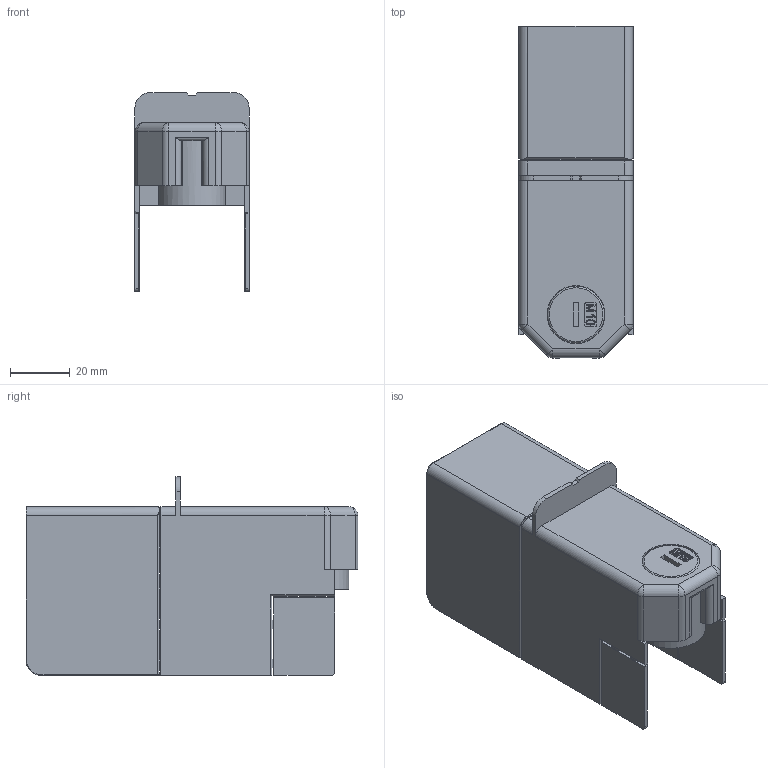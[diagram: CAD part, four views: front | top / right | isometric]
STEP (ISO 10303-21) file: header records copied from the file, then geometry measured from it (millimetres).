
FILE_DESCRIPTION(/* description */ (''),/* implementation_level */ '2;1');
FILE_NAME(/* name */ 'FILE_STP_CAD_DRAWING_3d_BFX816_prt.stp',/* time_stamp */ '2023-03-03T13:26:41+01:00',/* author */ (''),/* organization */ (''),/* preprocessor_version */ 'ST-DEVELOPER v16.7',/* originating_system */ 'SIEMENS PLM Software NX 12.0',/* authorisation */ '');
FILE_SCHEMA (('AUTOMOTIVE_DESIGN { 1 0 10303 214 3 1 1 1 }'));
Length unit declared in the file: millimetre
Products named in the file (1): 3d_BFX816
Bounding box: 38.2 x 111.2 x 66.5 mm (x, y, z)
Surface area: 38171.3 mm2 (no closed solid volume)
Topology: 0 solids, 2 shells, 281 faces, 853 edges, 538 vertices
Faces by surface type: plane 205, cylinder 50, torus 12, extrusion 8, sphere 4, cone 2
Full cylindrical faces by diameter (mm): 14 x1, 19 x1, 19.4 x1
Entity records: 9727 total; most frequent: CARTESIAN_POINT 2149, ORIENTED_EDGE 1611, DIRECTION 1485, EDGE_CURVE 844, VECTOR 639, LINE 631, VERTEX_POINT 537, AXIS2_PLACEMENT_3D 423
